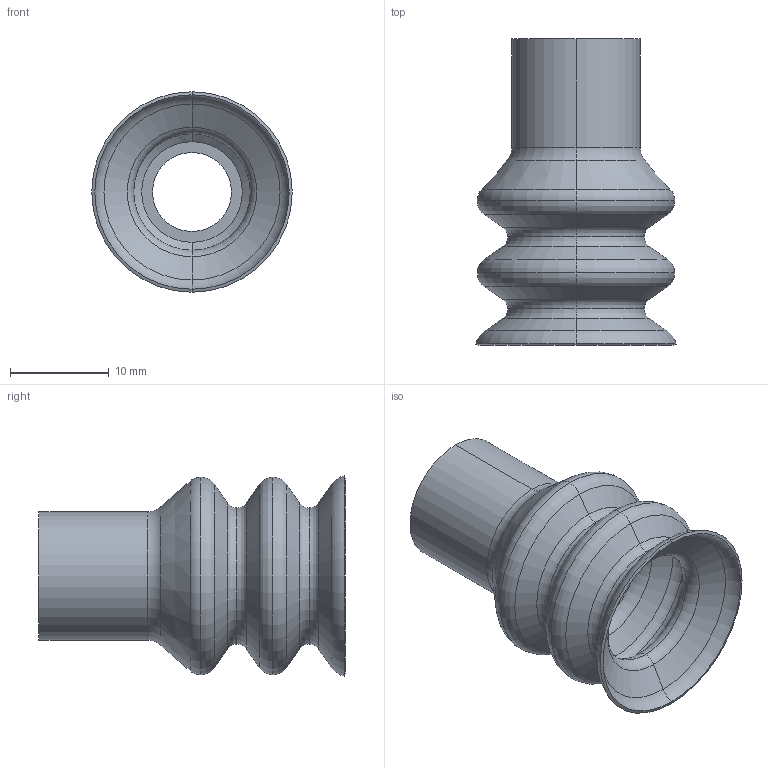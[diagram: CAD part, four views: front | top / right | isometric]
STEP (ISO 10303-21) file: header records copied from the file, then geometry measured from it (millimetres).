
FILE_DESCRIPTION(('STEP AP214'),'1');
FILE_NAME('COVAL_MVS202_5SIB.stp','2017-12-27T18:41:42',('TraceParts'),('TraceParts S.A.'),'Spatial InterOp 3D',' ',' ');
FILE_SCHEMA(('automotive_design'));
Length unit declared in the file: millimetre
Products named in the file (1): COVAL_MVS202_5SIB
Bounding box: 20.3 x 31 x 20.3 mm (x, y, z)
Volume: 2124.6 mm3; surface area: 3556.3 mm2
Topology: 1 solids, 1 shells, 66 faces, 132 edges, 68 vertices
Faces by surface type: torus 38, cone 22, cylinder 4, plane 2
Entity records: 2250 total; most frequent: DIRECTION 372, CARTESIAN_POINT 267, ORIENTED_EDGE 264, AXIS2_PLACEMENT_3D 173, EDGE_CURVE 132, CIRCLE 106, EDGE_LOOP 68, VERTEX_POINT 68
